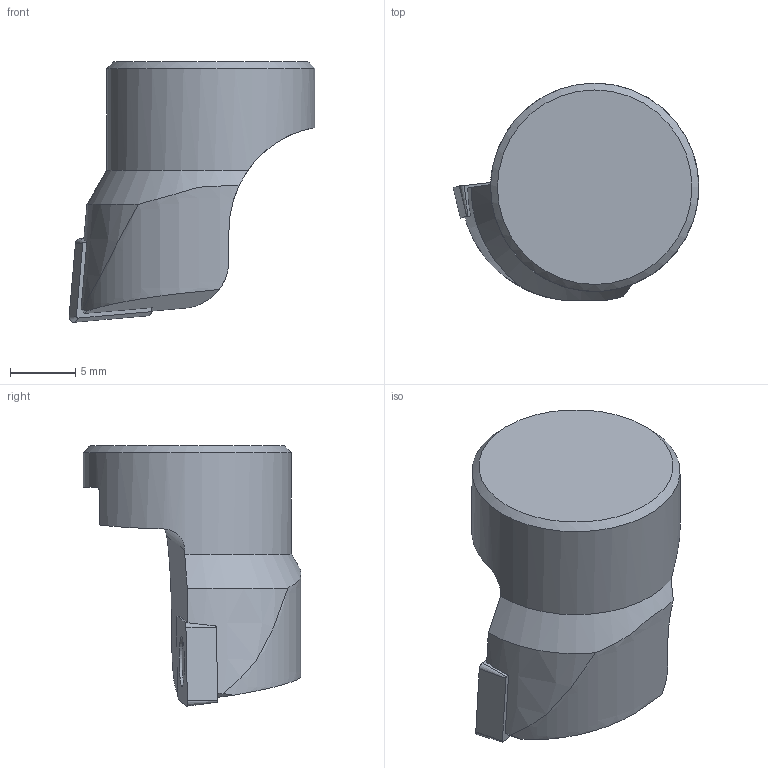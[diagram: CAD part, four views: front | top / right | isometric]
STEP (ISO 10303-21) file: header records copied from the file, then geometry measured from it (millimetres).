
FILE_DESCRIPTION(/* description */ (''),/* implementation_level */ '2;1');
FILE_NAME(/* name */ '1720082233530.stp',/* time_stamp */ '2024-07-04T10:37:18+02:00',/* author */ (''),/* organization */ ('SMS'),/* preprocessor_version */ 'ST-DEVELOPER v16.7',/* originating_system */ 'SIEMENS PLM Software NX 12.0',/* authorisation */ '');
FILE_SCHEMA (('AUTOMOTIVE_DESIGN { 1 0 10303 214 3 1 1 1 }'));
Length unit declared in the file: millimetre
Products named in the file (4): IsoTurningInsert; ASSEMBLY_CONSTRUCTION; 205402065mod000_00; 205402067mod000_00
Assembly tree (3 placements, depth 2):
  205402067mod000_00
    205402065mod000_00
    ASSEMBLY_CONSTRUCTION
    IsoTurningInsert
Bounding box: 18.87 x 16.7 x 20 mm (x, y, z)
Volume: 2281.2 mm3; surface area: 1295.8 mm2
Topology: 2 solids, 2 shells, 39 faces, 100 edges, 72 vertices
Faces by surface type: plane 18, cone 9, cylinder 7, torus 4, extrusion 1
Full cylindrical faces by diameter (mm): 2.8 x2, 16 x1
Entity records: 1461 total; most frequent: CARTESIAN_POINT 422, DIRECTION 194, ORIENTED_EDGE 168, EDGE_CURVE 84, AXIS2_PLACEMENT_3D 78, VERTEX_POINT 60, EDGE_LOOP 52, ADVANCED_FACE 39
